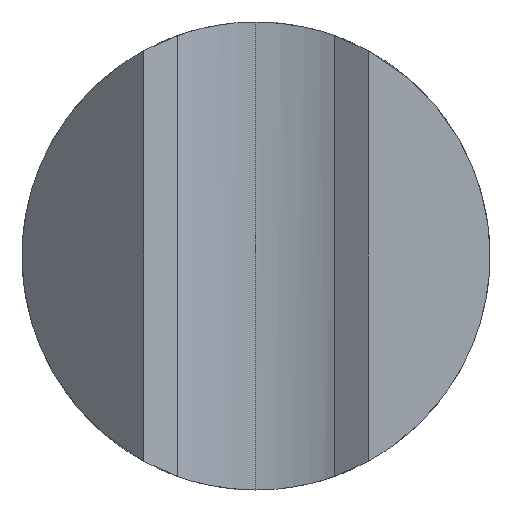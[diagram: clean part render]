
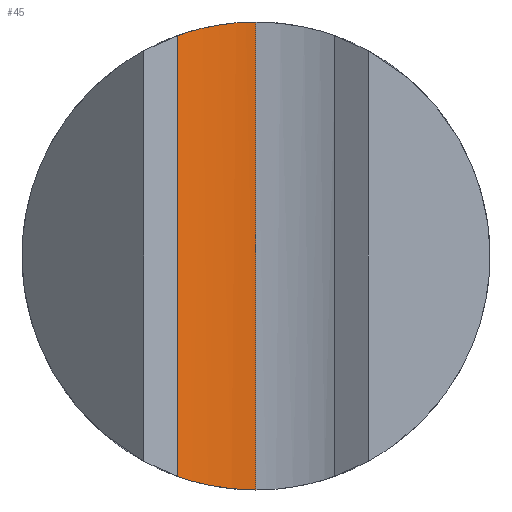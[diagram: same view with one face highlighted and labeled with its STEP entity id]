
A CAD part, left-side view. The second image highlights one B-rep face of the part: STEP entity #45.
In plain terms, the highlighted cylindrical face has radius 14.25 mm (diameter 28.5 mm), a partial arc.
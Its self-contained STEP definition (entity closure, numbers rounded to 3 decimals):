
#45=ADVANCED_FACE('NONE',(#100),#101,.F.);
#100=FACE_OUTER_BOUND('',#162,.T.);
#101=CYLINDRICAL_SURFACE('',#163,14.25);
#162=EDGE_LOOP('',(#235,#236,#237,#238));
#163=AXIS2_PLACEMENT_3D('',#239,#240,#241);
#235=ORIENTED_EDGE('',*,*,#378,.F.);
#236=ORIENTED_EDGE('',*,*,#393,.T.);
#237=ORIENTED_EDGE('',*,*,#384,.F.);
#238=ORIENTED_EDGE('',*,*,#394,.F.);
#239=CARTESIAN_POINT('',(-14.,0.0,-25.0));
#240=DIRECTION('',(0.0,0.0,-1.0));
#241=DIRECTION('',(1.0,0.0,0.0));
#378=EDGE_CURVE('NONE',#442,#444,#445,.T.);
#384=EDGE_CURVE('NONE',#454,#456,#457,.T.);
#393=EDGE_CURVE('NONE',#442,#456,#472,.T.);
#394=EDGE_CURVE('NONE',#444,#454,#473,.T.);
#442=VERTEX_POINT('NONE',#542);
#444=VERTEX_POINT('NONE',#545);
#445=B_SPLINE_CURVE_WITH_KNOTS('',3,(#546,#547,#548,#549,#550,#551,#552,#553,#554,#555),.UNSPECIFIED.,.F.,.F.,(4,2,2,2,4),(0.007,0.011,0.012,0.013,0.015),.UNSPECIFIED.);
#454=VERTEX_POINT('NONE',#604);
#456=VERTEX_POINT('NONE',#616);
#457=B_SPLINE_CURVE_WITH_KNOTS('',3,(#617,#618,#619,#620,#621,#622,#623,#624,#625,#626),.UNSPECIFIED.,.F.,.F.,(4,2,2,2,4),(-0.007,-0.004,-0.003,-0.002,0.),.UNSPECIFIED.);
#472=LINE('',#701,#702);
#473=LINE('',#703,#704);
#542=CARTESIAN_POINT('',(0.25,0.0,-17.0));
#545=CARTESIAN_POINT('',(-1.514,6.867,-15.551));
#546=CARTESIAN_POINT('',(0.25,0.0,-17.0));
#547=CARTESIAN_POINT('',(0.25,1.237,-17.0));
#548=CARTESIAN_POINT('',(0.092,2.436,-16.867));
#549=CARTESIAN_POINT('',(-0.288,3.891,-16.551));
#550=CARTESIAN_POINT('',(-0.374,4.181,-16.481));
#551=CARTESIAN_POINT('',(-0.56,4.746,-16.327));
#552=CARTESIAN_POINT('',(-0.661,5.023,-16.243));
#553=CARTESIAN_POINT('',(-0.988,5.839,-15.976));
#554=CARTESIAN_POINT('',(-1.236,6.363,-15.774));
#555=CARTESIAN_POINT('',(-1.514,6.867,-15.551));
#604=CARTESIAN_POINT('',(-1.514,6.867,15.551));
#616=CARTESIAN_POINT('',(0.25,0.0,17.0));
#617=CARTESIAN_POINT('',(-1.514,6.867,15.551));
#618=CARTESIAN_POINT('',(-0.959,5.859,15.996));
#619=CARTESIAN_POINT('',(-0.522,4.78,16.358));
#620=CARTESIAN_POINT('',(-0.14,3.324,16.674));
#621=CARTESIAN_POINT('',(-0.072,3.027,16.731));
#622=CARTESIAN_POINT('',(0.044,2.432,16.828));
#623=CARTESIAN_POINT('',(0.093,2.133,16.868));
#624=CARTESIAN_POINT('',(0.21,1.228,16.966));
#625=CARTESIAN_POINT('',(0.25,0.618,17.0));
#626=CARTESIAN_POINT('',(0.25,0.0,17.0));
#701=CARTESIAN_POINT('',(0.25,0.0,-25.0));
#702=VECTOR('',#910,1000.0);
#703=CARTESIAN_POINT('',(-1.514,6.867,-25.0));
#704=VECTOR('',#911,1000.0);
#910=DIRECTION('',(0.0,0.0,1.0));
#911=DIRECTION('',(0.0,0.0,1.0));
